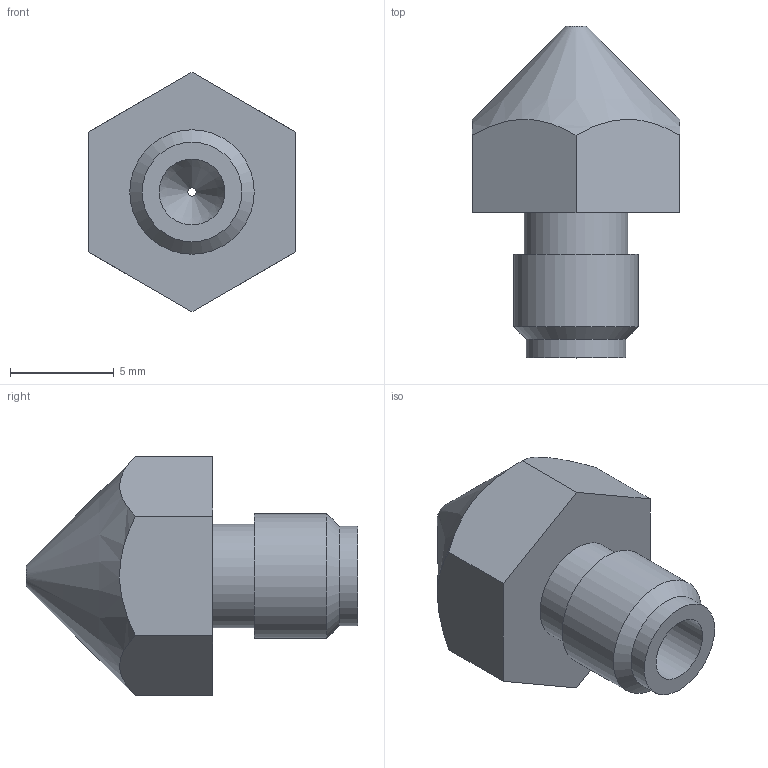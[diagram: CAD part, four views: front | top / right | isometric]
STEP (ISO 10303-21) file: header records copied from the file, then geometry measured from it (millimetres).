
FILE_DESCRIPTION (( 'STEP AP214' ), '1' );
FILE_NAME ('1054-A2P-A.STEP', '2013-05-15T14:42:17', ( '3DAssist' ), ( '' ), 'SwSTEP 2.0', 'SolidWorks 2013', '' );
FILE_SCHEMA (( 'AUTOMOTIVE_DESIGN' ));
Length unit declared in the file: millimetre
Products named in the file (1): 1054-A2P-A
Bounding box: 10 x 16 x 11.55 mm (x, y, z)
Volume: 581.1 mm3; surface area: 621 mm2
Topology: 1 solids, 1 shells, 18 faces, 37 edges, 23 vertices
Faces by surface type: plane 10, cylinder 5, cone 3
Full cylindrical faces by diameter (mm): 0.4 x1, 3.175 x1, 4.8 x1, 5 x1, 6 x1
Entity records: 543 total; most frequent: CARTESIAN_POINT 145, DIRECTION 72, ORIENTED_EDGE 58, AXIS2_PLACEMENT_3D 30, EDGE_LOOP 30, EDGE_CURVE 29, FACE_OUTER_BOUND 23, VERTEX_POINT 23
